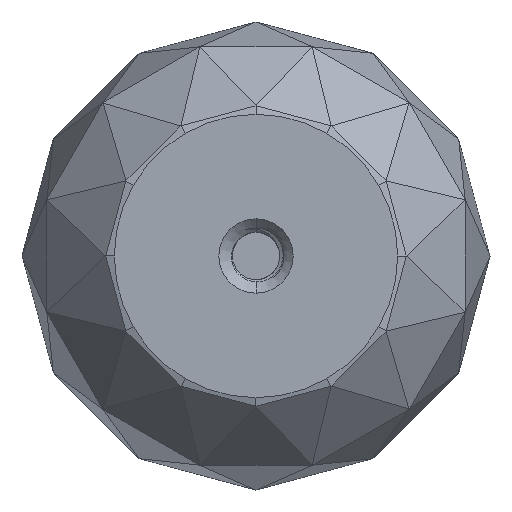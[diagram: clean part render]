
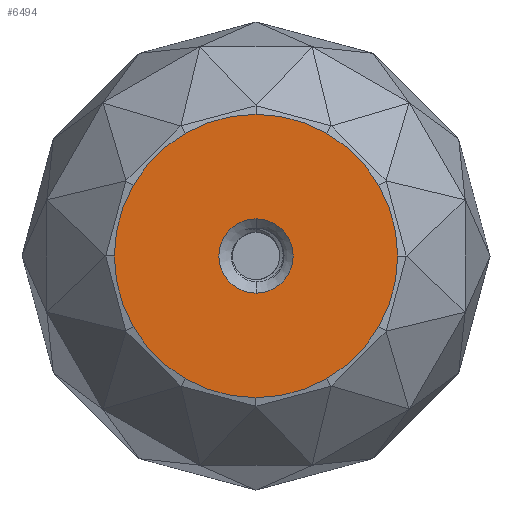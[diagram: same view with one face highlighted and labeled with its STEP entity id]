
A CAD part, front view. The second image highlights one B-rep face of the part: STEP entity #6494.
In plain terms, the highlighted planar face has unit normal (0, -1, 0).
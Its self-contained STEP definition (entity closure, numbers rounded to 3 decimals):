
#13 = DIRECTION ( 'NONE',  ( 0., 0., 1. ) ) ;
#63 = AXIS2_PLACEMENT_3D ( 'NONE', #2637, #530, #13 ) ;
#76 = FACE_OUTER_BOUND ( 'NONE', #3286, .T. ) ;
#139 = DIRECTION ( 'NONE',  ( 0., 0., -1. ) ) ;
#298 = ORIENTED_EDGE ( 'NONE', *, *, #2512, .T. ) ;
#530 = DIRECTION ( 'NONE',  ( 0., 1., 0. ) ) ;
#571 = ORIENTED_EDGE ( 'NONE', *, *, #2603, .T. ) ;
#730 = AXIS2_PLACEMENT_3D ( 'NONE', #2316, #3914, #139 ) ;
#870 = CIRCLE ( 'NONE', #6552, 2.752 ) ;
#897 = DIRECTION ( 'NONE',  ( 0., 0., -1. ) ) ;
#1172 = CIRCLE ( 'NONE', #730, 10.5 ) ;
#1349 = DIRECTION ( 'NONE',  ( 0., 1., 0. ) ) ;
#1500 = CARTESIAN_POINT ( 'NONE',  ( 0., -30., -10.5 ) ) ;
#1818 = CIRCLE ( 'NONE', #2374, 10.5 ) ;
#1892 = VERTEX_POINT ( 'NONE', #3329 ) ;
#2272 = CARTESIAN_POINT ( 'NONE',  ( 0., -30., 2.752 ) ) ;
#2316 = CARTESIAN_POINT ( 'NONE',  ( 0., -30., 0. ) ) ;
#2330 = ORIENTED_EDGE ( 'NONE', *, *, #6606, .T. ) ;
#2374 = AXIS2_PLACEMENT_3D ( 'NONE', #6338, #5674, #897 ) ;
#2439 = CARTESIAN_POINT ( 'NONE',  ( 0., -30., 0. ) ) ;
#2512 = EDGE_CURVE ( 'NONE', #5815, #1892, #870, .T. ) ;
#2575 = VERTEX_POINT ( 'NONE', #5084 ) ;
#2603 = EDGE_CURVE ( 'NONE', #1892, #5815, #3522, .T. ) ;
#2637 = CARTESIAN_POINT ( 'NONE',  ( 0., -30., 0. ) ) ;
#3215 = AXIS2_PLACEMENT_3D ( 'NONE', #2439, #4070, #4521 ) ;
#3286 = EDGE_LOOP ( 'NONE', ( #2330, #4247 ) ) ;
#3329 = CARTESIAN_POINT ( 'NONE',  ( 0., -30., -2.752 ) ) ;
#3522 = CIRCLE ( 'NONE', #3215, 2.752 ) ;
#3914 = DIRECTION ( 'NONE',  ( 0., -1., 0. ) ) ;
#4070 = DIRECTION ( 'NONE',  ( 0., 1., 0. ) ) ;
#4247 = ORIENTED_EDGE ( 'NONE', *, *, #4353, .T. ) ;
#4305 = FACE_BOUND ( 'NONE', #6793, .T. ) ;
#4353 = EDGE_CURVE ( 'NONE', #2575, #6245, #1818, .T. ) ;
#4521 = DIRECTION ( 'NONE',  ( 0., 0., 1. ) ) ;
#4981 = CARTESIAN_POINT ( 'NONE',  ( 0., -30., 0. ) ) ;
#5084 = CARTESIAN_POINT ( 'NONE',  ( 0., -30., 10.5 ) ) ;
#5412 = PLANE ( 'NONE',  #63 ) ;
#5674 = DIRECTION ( 'NONE',  ( 0., -1., 0. ) ) ;
#5815 = VERTEX_POINT ( 'NONE', #2272 ) ;
#6245 = VERTEX_POINT ( 'NONE', #1500 ) ;
#6338 = CARTESIAN_POINT ( 'NONE',  ( 0., -30., 0. ) ) ;
#6494 = ADVANCED_FACE ( 'NONE', ( #4305, #76 ), #5412, .F. ) ;
#6552 = AXIS2_PLACEMENT_3D ( 'NONE', #4981, #1349, #6577 ) ;
#6577 = DIRECTION ( 'NONE',  ( 0., 0., 1. ) ) ;
#6606 = EDGE_CURVE ( 'NONE', #6245, #2575, #1172, .T. ) ;
#6793 = EDGE_LOOP ( 'NONE', ( #571, #298 ) ) ;
